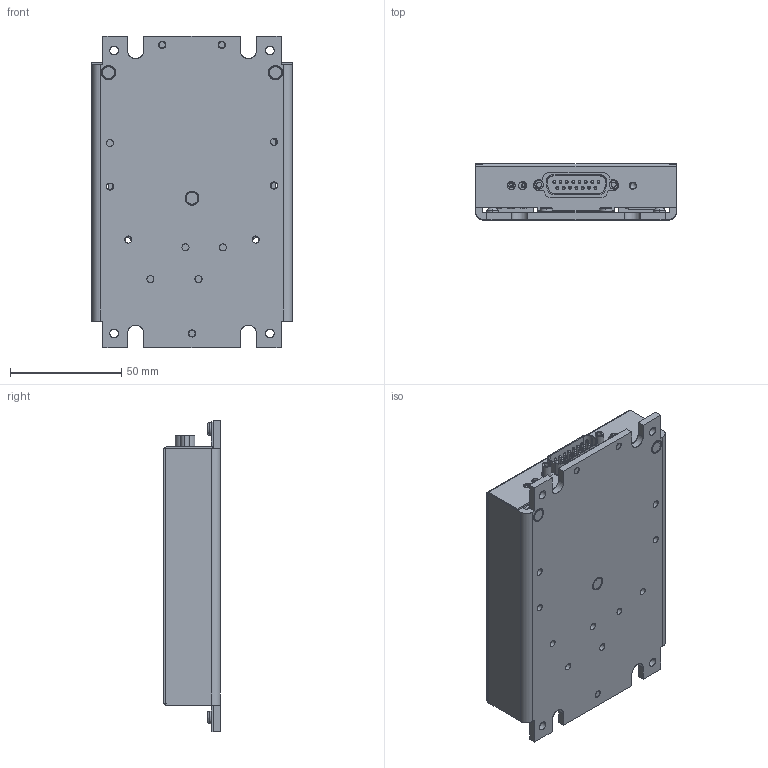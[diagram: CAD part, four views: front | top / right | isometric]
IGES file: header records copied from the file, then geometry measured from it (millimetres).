
Start section: SolidWorks IGES file using analytic representation for surfaces
Global section: file name: MPL 10000 Assy.IGS; native system: SolidWorks 2015; preprocessor: SolidWorks 2015; author: gniebel; date: 150415.083001; units: inch
Bounding box: 90.17 x 25.3 x 139.71 mm (x, y, z)
Surface area: 85404.8 mm2 (no closed solid volume)
Topology: 0 solids, 0 shells, 1751 faces, 17452 edges, 17388 vertices
Faces by surface type: bspline 1068, revolution 683
